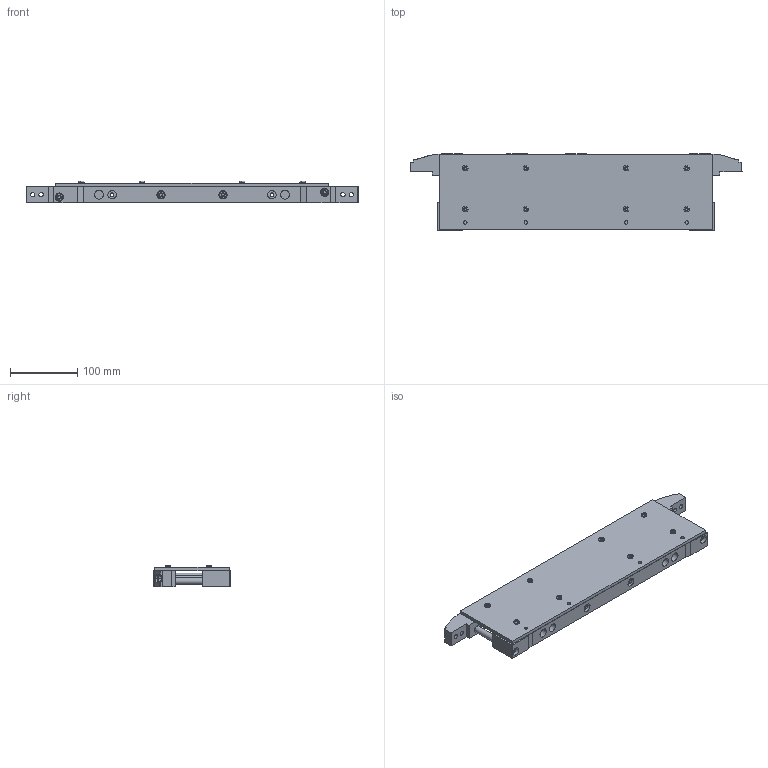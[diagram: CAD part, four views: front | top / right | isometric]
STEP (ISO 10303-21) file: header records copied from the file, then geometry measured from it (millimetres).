
FILE_DESCRIPTION(('CATIA V5 STEP Exchange','CAx-IF Rec.Pracs.--- Model Styling and Organization---1.5--- 2016-08-15','CAx-IF Rec.Pracs.---Supplemental Geometry---1.0---2011-11-01','CAx-IF Rec.Pracs.--- Composite Materials ---1.1---2010-07-15'),'2;1');
FILE_NAME('A8017335_L_Sammelschienentraeger_SST_185_A2_8010.stp','2023-10-11T07:55:47+00:00',('none'),('none'),'CATIA Version 5-6 Release 2021 SP4 HF5','CATIA V5 STEP AP214 v2','none');
FILE_SCHEMA(('AUTOMOTIVE_DESIGN { 1 0 10303 214 1 1 1 1 }'));
Length unit declared in the file: millimetre
Products named in the file (9): A8017335_L_Sammelschienentraeger SST-185/A2/8010; 43367_Abstuetzplatte 2; 68259 EJOT DELTA PT-Schraube 4,0x25-15 DS-IP20-A3K R2.1; A8017275_L_Sammelschienentraeger SST-185/8010; 66108 Sechskantmutter M6 DIN934-M6-6-A3B/KF R2.1; 32608_L01_Sammelschienentraeger; 32609_L01_Sammelschienentraeger; 68352_Zylinderschr mit Innensechskt M6x100_DIN 912; 34266_03_Distanzhuelse
Assembly tree (24 placements, depth 3):
  A8017335_L_Sammelschienentraeger SST-185/A2/8010
    43367_Abstuetzplatte 2
    68259 EJOT DELTA PT-Schraube 4,0x25-15 DS-IP20-A3K R2.1  x8
    A8017275_L_Sammelschienentraeger SST-185/8010
      66108 Sechskantmutter M6 DIN934-M6-6-A3B/KF R2.1  x4
      32608_L01_Sammelschienentraeger
      32609_L01_Sammelschienentraeger
      68352_Zylinderschr mit Innensechskt M6x100_DIN 912  x4
      34266_03_Distanzhuelse  x4
Bounding box: 495 x 114.1 x 32.15 mm (x, y, z)
Volume: 907065.6 mm3; surface area: 254125.7 mm2
Topology: 23 solids, 23 shells, 1041 faces, 2543 edges, 1506 vertices
Faces by surface type: cylinder 440, cone 296, plane 249, torus 56
Entity records: 12404 total; most frequent: CARTESIAN_POINT 3061, ORIENTED_EDGE 2058, DIRECTION 1489, EDGE_CURVE 1029, VERTEX_POINT 667, AXIS2_PLACEMENT_3D 649, VECTOR 559, LINE 559
